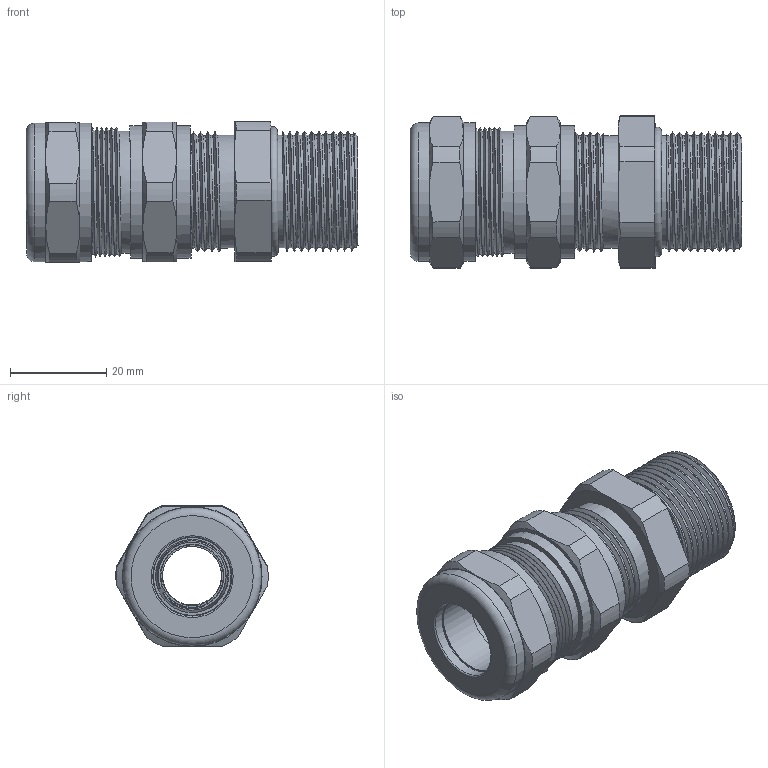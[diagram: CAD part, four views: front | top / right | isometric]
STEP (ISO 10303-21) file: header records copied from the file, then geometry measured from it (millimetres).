
FILE_DESCRIPTION(/* description */ ('RST-Gamma-X-Universal M25'),/* implementation_level */ '2;1');
FILE_NAME(/* name */ 'KBAU2SM25-RST.stp',/* time_stamp */ '2021-07-15T10:36:40+02:00',/* author */ ('sl'),/* organization */ (''),/* preprocessor_version */ 'ST-DEVELOPER v16.5',/* originating_system */ 'Autodesk Inventor 2017',/* authorisation */ '');
FILE_SCHEMA (('AUTOMOTIVE_DESIGN { 1 0 10303 214 3 1 1 }'));
Length unit declared in the file: millimetre
Products named in the file (11): KBAU2SM25; KBAU2SM25_1; KBAU2SM25_2; KBAU2M25; KBAU2SM25_3; KBAU2SM25_4; KBAU2SM25_5; KBAU2SM25_6; KBAU2SM25_7; KBAU2SM25_8; KBAU2SM25_9
Assembly tree (10 placements, depth 2):
  KBAU2SM25
    KBAU2SM25_1
    KBAU2SM25_2
    KBAU2M25
    KBAU2SM25_3
    KBAU2SM25_4
    KBAU2SM25_5
    KBAU2SM25_6
    KBAU2SM25_7
    KBAU2SM25_8
    KBAU2SM25_9
Bounding box: 68.89 x 31.6 x 29.23 mm (x, y, z)
Volume: 22999.3 mm3; surface area: 25303.9 mm2
Topology: 11 solids, 11 shells, 305 faces, 705 edges, 438 vertices
Faces by surface type: cylinder 116, plane 67, cone 55, torus 31, bspline 28, sphere 8
Full cylindrical faces by diameter (mm): 12.23 x1, 12.3 x1, 12.7 x1, 16.15 x1, 16.37 x1, 16.6 x1, 16.9 x1, 17.37 x1, 18.05 x1, 18.4 x1, 18.59 x1, 19 x1, 19.74 x1, 19.95 x1, 20 x2, 21.33 x2, 21.47 x4, 22 x1, 22.47 x1, 23 x1, 23.358 x10, 23.378 x6, 23.52 x5, 25.338 x1, 26.82 x3, 27.4 x1, 27.5 x1, 27.51 x1, 28.72 x2
Entity records: 15213 total; most frequent: CARTESIAN_POINT 9214, DIRECTION 1201, ORIENTED_EDGE 1092, EDGE_CURVE 546, AXIS2_PLACEMENT_3D 523, EDGE_LOOP 393, VERTEX_POINT 379, FACE_OUTER_BOUND 281
